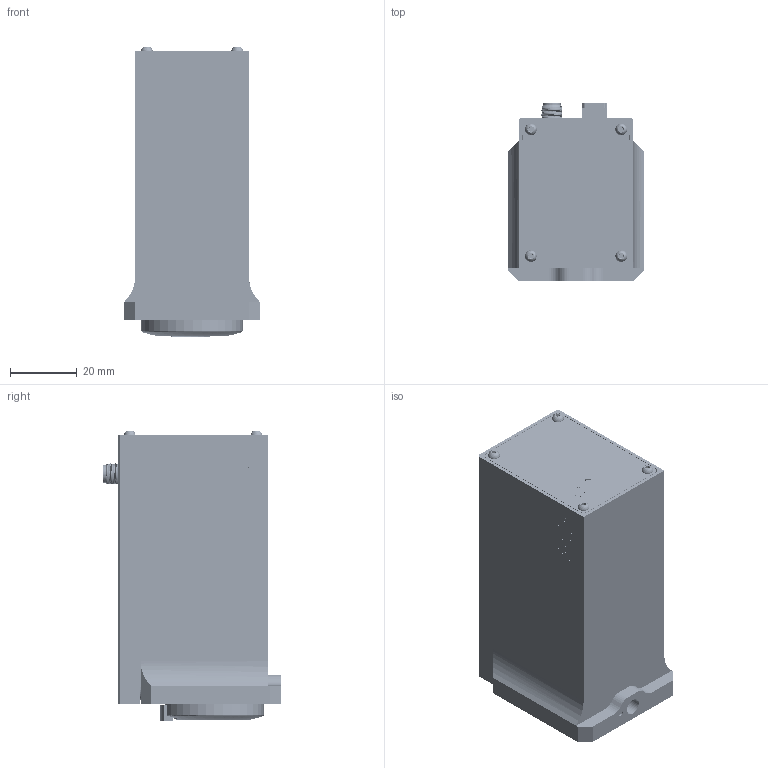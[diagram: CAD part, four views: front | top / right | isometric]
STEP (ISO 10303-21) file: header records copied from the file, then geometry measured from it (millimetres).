
FILE_DESCRIPTION (( 'STEP AP214' ), '1' );
FILE_NAME ('TTN092711-E0W.STEP', '2016-10-07T16:14:17', ( '' ), ( '' ), 'SwSTEP 2.0', 'SolidWorks 2016', '' );
FILE_SCHEMA (( 'AUTOMOTIVE_DESIGN' ));
Length unit declared in the file: inch
Products named in the file (1): TTN092711-E0W
Bounding box: 40.64 x 53.46 x 87.2 mm (x, y, z)
Surface area: 52854.7 mm2 (no closed solid volume)
Topology: 0 solids, 250 shells, 7339 faces, 18649 edges, 11680 vertices
Faces by surface type: plane 4041, cylinder 2315, bspline 734, cone 181, torus 52, sphere 16
Entity records: 346425 total; most frequent: CARTESIAN_POINT 79283, ORIENTED_EDGE 36444, DIRECTION 32822, EDGE_CURVE 18261, VECTOR 12308, LINE 12308, VERTEX_POINT 11676, AXIS2_PLACEMENT_3D 10257
